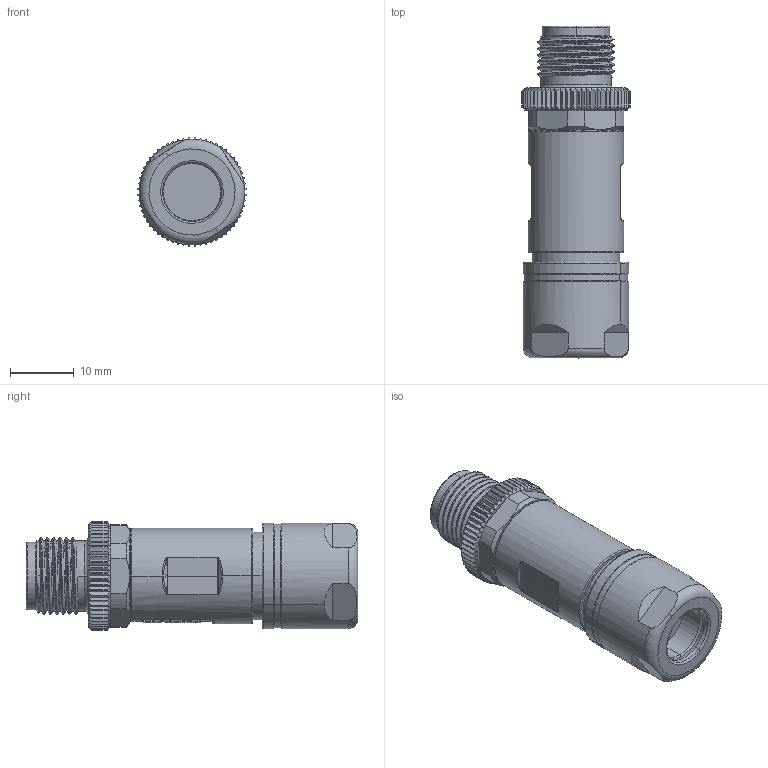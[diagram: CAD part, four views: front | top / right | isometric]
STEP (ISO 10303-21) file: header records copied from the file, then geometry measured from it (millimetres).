
FILE_DESCRIPTION((''),'2;1');
FILE_NAME('S_M12-MTE-M15-SH_T','2023-07-12T',('13539'),(''),'PRO/ENGINEER BY PARAMETRIC TECHNOLOGY CORPORATION, 2012480','PRO/ENGINEER BY PARAMETRIC TECHNOLOGY CORPORATION, 2012480','');
FILE_SCHEMA(('CONFIG_CONTROL_DESIGN'));
Products named in the file (1): S_M12-MTE-M15-SH_T
Bounding box: 16.98 x 51.95 x 16.98 mm (x, y, z)
Volume: 7825.7 mm3; surface area: 7271.4 mm2
Topology: 1 solids, 4 shells, 1196 faces, 3368 edges, 2182 vertices
Faces by surface type: cylinder 429, plane 395, bspline 133, torus 124, cone 69, extrusion 46
Entity records: 57730 total; most frequent: CARTESIAN_POINT 28728, ORIENTED_EDGE 6732, DIRECTION 5306, EDGE_CURVE 3366, VERTEX_POINT 2181, AXIS2_PLACEMENT_3D 2117, B_SPLINE_CURVE_WITH_KNOTS 1285, EDGE_LOOP 1229
